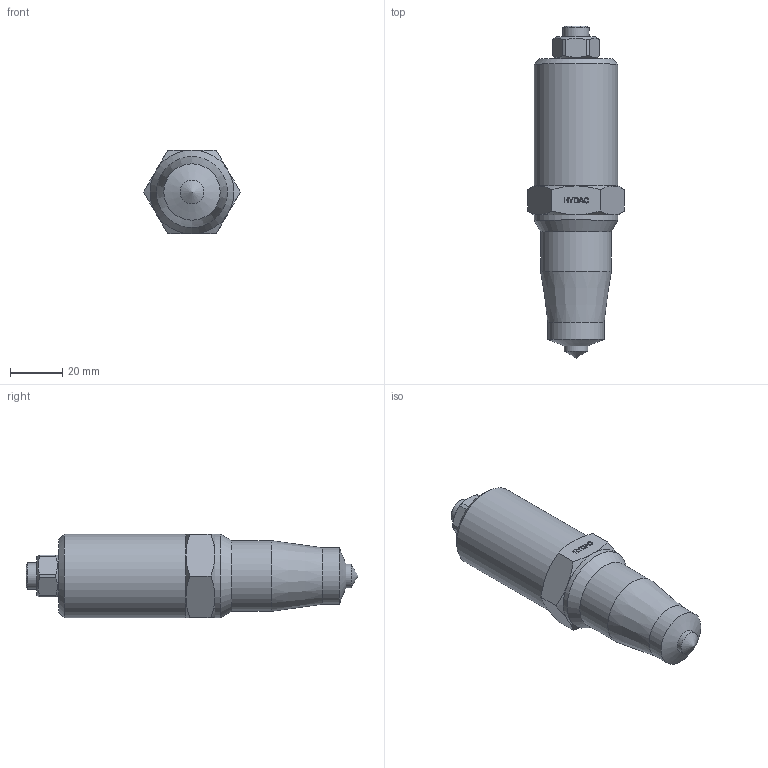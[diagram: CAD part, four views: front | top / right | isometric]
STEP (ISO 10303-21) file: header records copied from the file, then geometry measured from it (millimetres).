
FILE_DESCRIPTION(/* description */ ('STEP AP203'),/* implementation_level */ '2;1');
FILE_NAME(/* name */ 'Port_P1_552805_552806_552807_simplified.stp',/* time_stamp */ '2021-11-25T12:58:48+01:00',/* author */ ('Jakob'),/* organization */ (''),/* preprocessor_version */ 'ST-DEVELOPER v18.1',/* originating_system */ 'Autodesk Inventor 2021',/* authorisation */ '');
FILE_SCHEMA (('AUTOMOTIVE_DESIGN { 1 0 10303 214 3 1 1 }'));
Length unit declared in the file: millimetre
Products named in the file (1): Port_P1_552805_552806_552807
Bounding box: 36.95 x 126.6 x 32 mm (x, y, z)
Volume: 75822.4 mm3; surface area: 12028.9 mm2
Topology: 1 solids, 2 shells, 133 faces, 354 edges, 231 vertices
Faces by surface type: plane 69, cone 27, bspline 20, cylinder 16, torus 1
Full cylindrical faces by diameter (mm): 2 x1, 5 x1, 8.5 x1, 8.526 x1, 9 x1, 10 x1, 21.5 x1, 27 x1, 32 x2
Entity records: 5195 total; most frequent: CARTESIAN_POINT 2071, ORIENTED_EDGE 704, DIRECTION 558, EDGE_CURVE 352, VERTEX_POINT 231, LINE 190, VECTOR 190, AXIS2_PLACEMENT_3D 184
